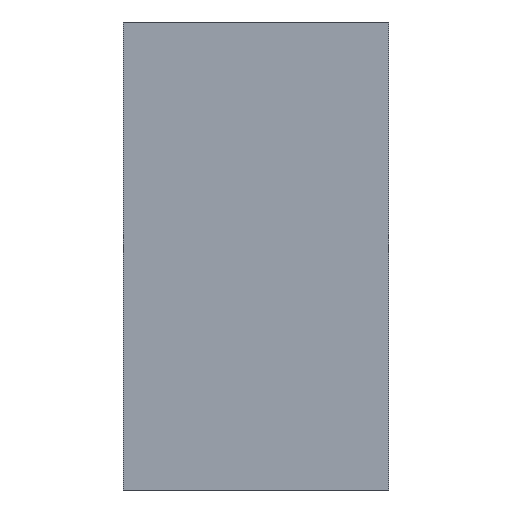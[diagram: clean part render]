
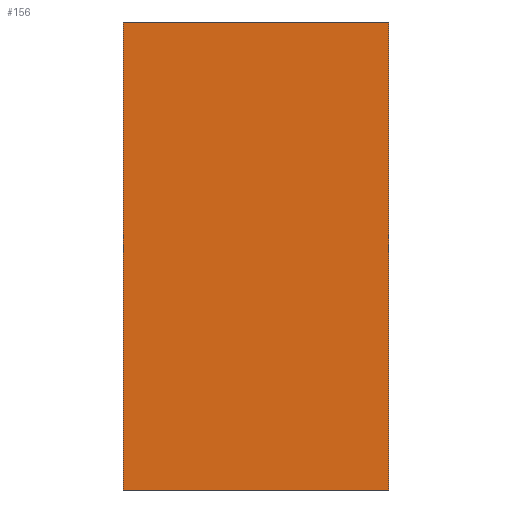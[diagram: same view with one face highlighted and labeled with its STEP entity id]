
A CAD part, front view. The second image highlights one B-rep face of the part: STEP entity #156.
In plain terms, the highlighted planar face has unit normal (0, -1, 0).
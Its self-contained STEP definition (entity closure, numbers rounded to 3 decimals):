
#30 = CARTESIAN_POINT ( 'NONE',  ( 8.8, 0., -31. ) ) ;
#32 = DIRECTION ( 'NONE',  ( 0., 1., 0. ) ) ;
#41 = VECTOR ( 'NONE', #205, 1000. ) ;
#47 = VERTEX_POINT ( 'NONE', #30 ) ;
#55 = CARTESIAN_POINT ( 'NONE',  ( -8.8, 0., -31. ) ) ;
#62 = CARTESIAN_POINT ( 'NONE',  ( 0., 0., 0. ) ) ;
#64 = CARTESIAN_POINT ( 'NONE',  ( 8.8, 0., 0. ) ) ;
#70 = LINE ( 'NONE', #292, #141 ) ;
#92 = DIRECTION ( 'NONE',  ( 0., 0., -1. ) ) ;
#93 = ORIENTED_EDGE ( 'NONE', *, *, #96, .F. ) ;
#95 = PLANE ( 'NONE',  #302 ) ;
#96 = EDGE_CURVE ( 'NONE', #97, #213, #202, .T. ) ;
#97 = VERTEX_POINT ( 'NONE', #55 ) ;
#102 = ORIENTED_EDGE ( 'NONE', *, *, #140, .F. ) ;
#119 = VECTOR ( 'NONE', #92, 1000. ) ;
#129 = EDGE_CURVE ( 'NONE', #47, #97, #70, .T. ) ;
#131 = CARTESIAN_POINT ( 'NONE',  ( -8.8, 0., 0. ) ) ;
#134 = VECTOR ( 'NONE', #370, 1000. ) ;
#140 = EDGE_CURVE ( 'NONE', #258, #47, #208, .T. ) ;
#141 = VECTOR ( 'NONE', #294, 1000. ) ;
#154 = FACE_OUTER_BOUND ( 'NONE', #324, .T. ) ;
#155 = CARTESIAN_POINT ( 'NONE',  ( -8.8, 0., 0. ) ) ;
#156 = ADVANCED_FACE ( 'NONE', ( #154 ), #95, .F. ) ;
#160 = CARTESIAN_POINT ( 'NONE',  ( 8.8, 0., -31. ) ) ;
#179 = ORIENTED_EDGE ( 'NONE', *, *, #129, .F. ) ;
#202 = LINE ( 'NONE', #312, #41 ) ;
#205 = DIRECTION ( 'NONE',  ( 0., 0., 1. ) ) ;
#208 = LINE ( 'NONE', #160, #119 ) ;
#211 = LINE ( 'NONE', #131, #134 ) ;
#213 = VERTEX_POINT ( 'NONE', #155 ) ;
#258 = VERTEX_POINT ( 'NONE', #64 ) ;
#271 = DIRECTION ( 'NONE',  ( 0., 0., 1. ) ) ;
#292 = CARTESIAN_POINT ( 'NONE',  ( -8.8, 0., -31. ) ) ;
#294 = DIRECTION ( 'NONE',  ( -1., 0., 0. ) ) ;
#300 = ORIENTED_EDGE ( 'NONE', *, *, #331, .F. ) ;
#302 = AXIS2_PLACEMENT_3D ( 'NONE', #62, #32, #271 ) ;
#312 = CARTESIAN_POINT ( 'NONE',  ( -8.8, 0., -31. ) ) ;
#324 = EDGE_LOOP ( 'NONE', ( #102, #300, #93, #179 ) ) ;
#331 = EDGE_CURVE ( 'NONE', #213, #258, #211, .T. ) ;
#370 = DIRECTION ( 'NONE',  ( 1., 0., 0. ) ) ;
